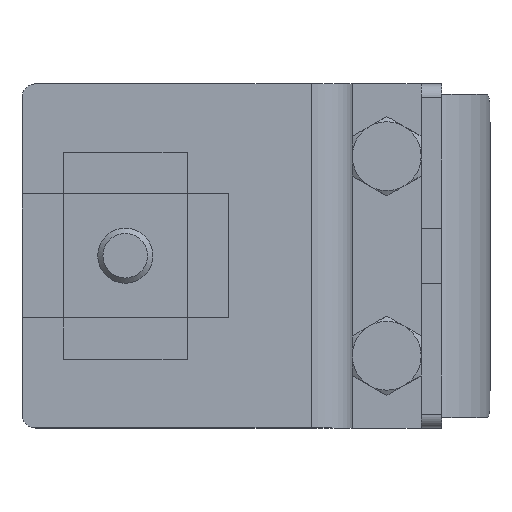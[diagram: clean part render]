
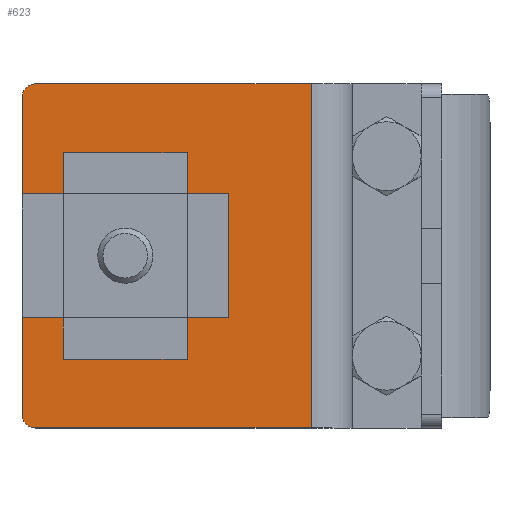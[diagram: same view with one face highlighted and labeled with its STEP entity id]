
A CAD part, top view. The second image highlights one B-rep face of the part: STEP entity #623.
In plain terms, the highlighted planar face has unit normal (0, 0, 1).
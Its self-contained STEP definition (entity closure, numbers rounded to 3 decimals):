
#623=ADVANCED_FACE('',(#1258,#1259),#1260,.T.);
#1258=FACE_OUTER_BOUND('',#2070,.T.);
#1259=FACE_BOUND('',#2071,.T.);
#1260=PLANE('',#2072);
#2070=EDGE_LOOP('',(#3038,#3039,#3040,#3041,#3042,#3043));
#2071=EDGE_LOOP('',(#3044));
#2072=AXIS2_PLACEMENT_3D('',#3045,#3046,#3047);
#3038=ORIENTED_EDGE('',*,*,#5054,.F.);
#3039=ORIENTED_EDGE('',*,*,#5055,.F.);
#3040=ORIENTED_EDGE('',*,*,#5056,.F.);
#3041=ORIENTED_EDGE('',*,*,#5057,.F.);
#3042=ORIENTED_EDGE('',*,*,#5058,.T.);
#3043=ORIENTED_EDGE('',*,*,#5059,.T.);
#3044=ORIENTED_EDGE('',*,*,#5060,.T.);
#3045=CARTESIAN_POINT('',(-428.054,544.354,218.078));
#3046=DIRECTION('',(0.,0.,1.));
#3047=DIRECTION('',(1.,0.,0.));
#5054=EDGE_CURVE('',#5995,#5996,#5997,.T.);
#5055=EDGE_CURVE('',#5998,#5995,#5999,.T.);
#5056=EDGE_CURVE('',#6000,#5998,#6001,.T.);
#5057=EDGE_CURVE('',#6002,#6000,#6003,.T.);
#5058=EDGE_CURVE('',#6002,#6004,#6005,.T.);
#5059=EDGE_CURVE('',#6004,#5996,#6006,.T.);
#5060=EDGE_CURVE('',#6007,#6007,#6008,.T.);
#5995=VERTEX_POINT('',#7344);
#5996=VERTEX_POINT('',#7345);
#5997=CIRCLE('',#7346,2.);
#5998=VERTEX_POINT('',#7347);
#5999=LINE('',#7348,#7349);
#6000=VERTEX_POINT('',#7350);
#6001=CIRCLE('',#7351,2.);
#6002=VERTEX_POINT('',#7352);
#6003=LINE('',#7353,#7354);
#6004=VERTEX_POINT('',#7355);
#6005=LINE('',#7356,#7357);
#6006=LINE('',#7358,#7359);
#6007=VERTEX_POINT('',#7360);
#6008=CIRCLE('',#7361,6.5);
#7344=CARTESIAN_POINT('',(-428.054,542.354,218.078));
#7345=CARTESIAN_POINT('',(-426.054,544.354,218.078));
#7346=AXIS2_PLACEMENT_3D('',#9378,#9379,#9380);
#7347=CARTESIAN_POINT('',(-428.054,496.354,218.078));
#7348=CARTESIAN_POINT('',(-428.054,544.354,218.078));
#7349=VECTOR('',#9381,1.);
#7350=CARTESIAN_POINT('',(-426.054,494.354,218.078));
#7351=AXIS2_PLACEMENT_3D('',#9382,#9383,#9384);
#7352=CARTESIAN_POINT('',(-386.054,494.354,218.078));
#7353=CARTESIAN_POINT('',(-391.942,494.354,218.078));
#7354=VECTOR('',#9385,1.);
#7355=CARTESIAN_POINT('',(-386.054,544.354,218.078));
#7356=CARTESIAN_POINT('',(-386.054,544.354,218.078));
#7357=VECTOR('',#9386,1.);
#7358=CARTESIAN_POINT('',(-391.942,544.354,218.078));
#7359=VECTOR('',#9387,1.);
#7360=CARTESIAN_POINT('',(-413.054,512.854,218.078));
#7361=AXIS2_PLACEMENT_3D('',#9388,#9389,#9390);
#9378=CARTESIAN_POINT('',(-426.054,542.354,218.078));
#9379=DIRECTION('',(0.,0.,-1.));
#9380=DIRECTION('',(0.,1.,0.));
#9381=DIRECTION('',(0.,1.,0.));
#9382=CARTESIAN_POINT('',(-426.054,496.354,218.078));
#9383=DIRECTION('',(0.,0.,-1.));
#9384=DIRECTION('',(0.,-1.,0.));
#9385=DIRECTION('',(-1.,0.,0.));
#9386=DIRECTION('',(0.,1.,0.));
#9387=DIRECTION('',(-1.,0.,0.));
#9388=CARTESIAN_POINT('',(-413.054,519.354,218.078));
#9389=DIRECTION('',(0.,0.,-1.));
#9390=DIRECTION('',(0.,-1.,0.));
